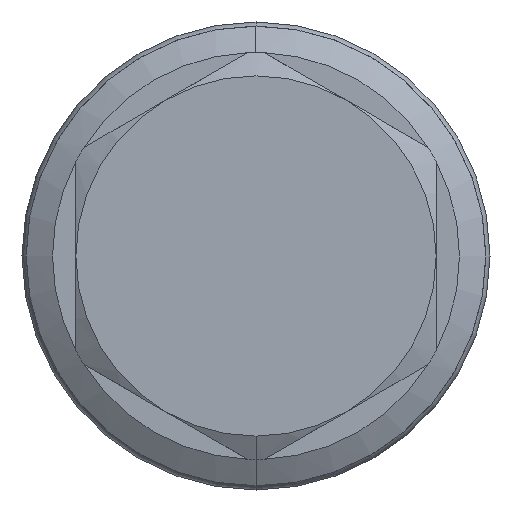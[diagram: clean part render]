
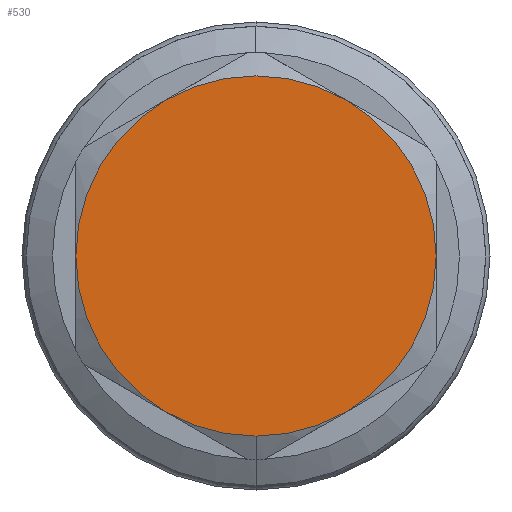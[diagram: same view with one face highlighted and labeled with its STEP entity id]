
A CAD part, left-side view. The second image highlights one B-rep face of the part: STEP entity #530.
In plain terms, the highlighted planar face has unit normal (-1, 0, 0).
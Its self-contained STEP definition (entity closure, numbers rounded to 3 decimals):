
#12 = CARTESIAN_POINT ( 'NONE',  ( -47.288, 7.925, 13.727 ) ) ;
#530 = ADVANCED_FACE ( 'NONE', ( #5922 ), #3650, .T. ) ;
#534 = CARTESIAN_POINT ( 'NONE',  ( -47.288, 0., 0. ) ) ;
#615 = CIRCLE ( 'NONE', #6063, 15.85 ) ;
#743 = VERTEX_POINT ( 'NONE', #3215 ) ;
#776 = CIRCLE ( 'NONE', #4982, 15.85 ) ;
#838 = DIRECTION ( 'NONE',  ( 0., 0., 1. ) ) ;
#928 = AXIS2_PLACEMENT_3D ( 'NONE', #6371, #4280, #7056 ) ;
#963 = ORIENTED_EDGE ( 'NONE', *, *, #3923, .F. ) ;
#1082 = CARTESIAN_POINT ( 'NONE',  ( -47.288, 0., -15.85 ) ) ;
#1136 = DIRECTION ( 'NONE',  ( 1., 0., 0. ) ) ;
#1146 = DIRECTION ( 'NONE',  ( 1., 0., 0. ) ) ;
#1167 = CARTESIAN_POINT ( 'NONE',  ( -47.288, 0., 0. ) ) ;
#1863 = ORIENTED_EDGE ( 'NONE', *, *, #2417, .F. ) ;
#1890 = EDGE_CURVE ( 'NONE', #4422, #7406, #3449, .T. ) ;
#1998 = DIRECTION ( 'NONE',  ( 0., 0., -1. ) ) ;
#2216 = ORIENTED_EDGE ( 'NONE', *, *, #3856, .F. ) ;
#2230 = CARTESIAN_POINT ( 'NONE',  ( -47.288, 0., 0. ) ) ;
#2275 = ORIENTED_EDGE ( 'NONE', *, *, #2963, .F. ) ;
#2417 = EDGE_CURVE ( 'NONE', #7406, #8469, #8851, .T. ) ;
#2460 = DIRECTION ( 'NONE',  ( 1., 0., 0. ) ) ;
#2732 = ORIENTED_EDGE ( 'NONE', *, *, #1890, .F. ) ;
#2751 = CARTESIAN_POINT ( 'NONE',  ( -47.288, 0., 0. ) ) ;
#2963 = EDGE_CURVE ( 'NONE', #8914, #5217, #5103, .T. ) ;
#2988 = CIRCLE ( 'NONE', #4046, 15.85 ) ;
#3118 = DIRECTION ( 'NONE',  ( 1., 0., 0. ) ) ;
#3189 = DIRECTION ( 'NONE',  ( 0., 0., -1. ) ) ;
#3215 = CARTESIAN_POINT ( 'NONE',  ( -47.288, -7.925, -13.727 ) ) ;
#3449 = CIRCLE ( 'NONE', #928, 15.85 ) ;
#3650 = PLANE ( 'NONE',  #6568 ) ;
#3684 = DIRECTION ( 'NONE',  ( -1., 0., 0. ) ) ;
#3832 = DIRECTION ( 'NONE',  ( 0., 0., -1. ) ) ;
#3856 = EDGE_CURVE ( 'NONE', #5350, #8914, #2988, .T. ) ;
#3923 = EDGE_CURVE ( 'NONE', #743, #4422, #776, .T. ) ;
#4046 = AXIS2_PLACEMENT_3D ( 'NONE', #1167, #1136, #3189 ) ;
#4280 = DIRECTION ( 'NONE',  ( 1., 0., 0. ) ) ;
#4422 = VERTEX_POINT ( 'NONE', #1082 ) ;
#4501 = EDGE_CURVE ( 'NONE', #8469, #5350, #615, .T. ) ;
#4571 = CIRCLE ( 'NONE', #8972, 15.85 ) ;
#4641 = DIRECTION ( 'NONE',  ( 0., 0., -1. ) ) ;
#4862 = DIRECTION ( 'NONE',  ( 1., 0., 0. ) ) ;
#4982 = AXIS2_PLACEMENT_3D ( 'NONE', #5325, #2460, #4641 ) ;
#5054 = DIRECTION ( 'NONE',  ( 1., 0., 0. ) ) ;
#5103 = CIRCLE ( 'NONE', #8530, 15.85 ) ;
#5217 = VERTEX_POINT ( 'NONE', #6141 ) ;
#5325 = CARTESIAN_POINT ( 'NONE',  ( -47.288, 0., 0. ) ) ;
#5350 = VERTEX_POINT ( 'NONE', #12 ) ;
#5776 = ORIENTED_EDGE ( 'NONE', *, *, #4501, .F. ) ;
#5843 = EDGE_LOOP ( 'NONE', ( #1863, #2732, #963, #8976, #2275, #2216, #5776 ) ) ;
#5913 = CARTESIAN_POINT ( 'NONE',  ( -47.288, -7.925, 13.727 ) ) ;
#5922 = FACE_OUTER_BOUND ( 'NONE', #5843, .T. ) ;
#6063 = AXIS2_PLACEMENT_3D ( 'NONE', #534, #1146, #7570 ) ;
#6141 = CARTESIAN_POINT ( 'NONE',  ( -47.288, -15.85, 0. ) ) ;
#6371 = CARTESIAN_POINT ( 'NONE',  ( -47.288, 0., 0. ) ) ;
#6568 = AXIS2_PLACEMENT_3D ( 'NONE', #8595, #3684, #838 ) ;
#6581 = CARTESIAN_POINT ( 'NONE',  ( -47.288, 15.85, 0. ) ) ;
#7011 = CARTESIAN_POINT ( 'NONE',  ( -47.288, 7.925, -13.727 ) ) ;
#7056 = DIRECTION ( 'NONE',  ( 0., 0., -1. ) ) ;
#7329 = CARTESIAN_POINT ( 'NONE',  ( -47.288, 0., 0. ) ) ;
#7406 = VERTEX_POINT ( 'NONE', #7011 ) ;
#7570 = DIRECTION ( 'NONE',  ( 0., 0., -1. ) ) ;
#7860 = DIRECTION ( 'NONE',  ( 0., 0., -1. ) ) ;
#8337 = EDGE_CURVE ( 'NONE', #5217, #743, #4571, .T. ) ;
#8469 = VERTEX_POINT ( 'NONE', #6581 ) ;
#8530 = AXIS2_PLACEMENT_3D ( 'NONE', #7329, #3118, #3832 ) ;
#8595 = CARTESIAN_POINT ( 'NONE',  ( -47.288, 0., 0. ) ) ;
#8687 = AXIS2_PLACEMENT_3D ( 'NONE', #2751, #4862, #1998 ) ;
#8851 = CIRCLE ( 'NONE', #8687, 15.85 ) ;
#8914 = VERTEX_POINT ( 'NONE', #5913 ) ;
#8972 = AXIS2_PLACEMENT_3D ( 'NONE', #2230, #5054, #7860 ) ;
#8976 = ORIENTED_EDGE ( 'NONE', *, *, #8337, .F. ) ;
